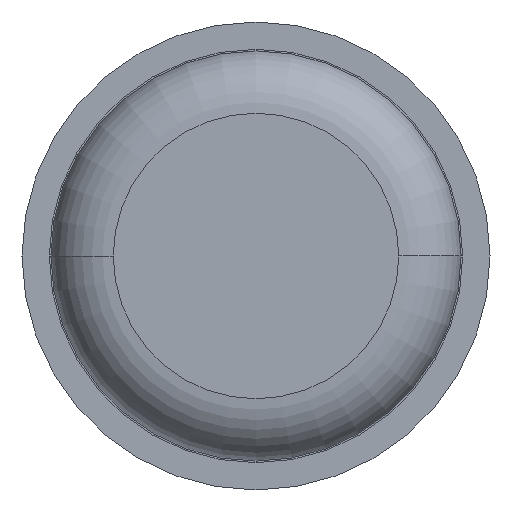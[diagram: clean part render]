
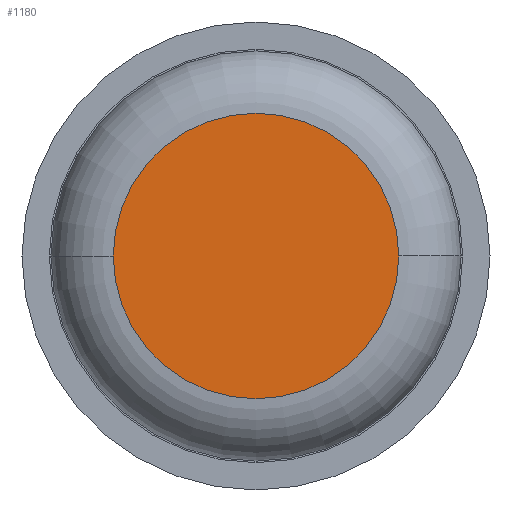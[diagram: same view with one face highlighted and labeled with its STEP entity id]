
A CAD part, front view. The second image highlights one B-rep face of the part: STEP entity #1180.
In plain terms, the highlighted planar face has unit normal (0, -1, 0).
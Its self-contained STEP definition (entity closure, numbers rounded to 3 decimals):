
#160 = CARTESIAN_POINT ( 'NONE',  ( 0., 0., 0. ) ) ;
#218 = DIRECTION ( 'NONE',  ( 0., 1., 0. ) ) ;
#702 = EDGE_LOOP ( 'NONE', ( #2194, #1202 ) ) ;
#1050 = EDGE_CURVE ( 'Defeature ausgef�hrt1_6+Defeature ausgef�hrt1_7+Defeature ausgef�hrt1_7+Defeature ausgef�hrt1_7', #1754, #2448, #1211, .T. ) ;
#1107 = DIRECTION ( 'NONE',  ( 0., -1., 0. ) ) ;
#1180 = ADVANCED_FACE ( 'Defeature ausgef�hrt1_6', ( #2327 ), #3985, .F. ) ;
#1202 = ORIENTED_EDGE ( 'NONE', *, *, #3316, .T. ) ;
#1211 = CIRCLE ( 'NONE', #2687, 0.915 ) ;
#1754 = VERTEX_POINT ( 'NONE', #2274 ) ;
#2124 = DIRECTION ( 'NONE',  ( -1., 0., 0. ) ) ;
#2138 = CARTESIAN_POINT ( 'NONE',  ( 0., 0., 0. ) ) ;
#2194 = ORIENTED_EDGE ( 'NONE', *, *, #1050, .T. ) ;
#2274 = CARTESIAN_POINT ( 'NONE',  ( -0.915, 0., 0. ) ) ;
#2327 = FACE_OUTER_BOUND ( 'NONE', #702, .T. ) ;
#2384 = DIRECTION ( 'NONE',  ( -1., 0., 0. ) ) ;
#2448 = VERTEX_POINT ( 'NONE', #3521 ) ;
#2660 = AXIS2_PLACEMENT_3D ( 'NONE', #2138, #218, #3411 ) ;
#2687 = AXIS2_PLACEMENT_3D ( 'NONE', #160, #1107, #2124 ) ;
#3262 = DIRECTION ( 'NONE',  ( 0., -1., 0. ) ) ;
#3287 = CARTESIAN_POINT ( 'NONE',  ( 0., 0., 0. ) ) ;
#3316 = EDGE_CURVE ( 'Defeature ausgef�hrt1_6+Defeature ausgef�hrt1_7+Defeature ausgef�hrt1_7+Defeature ausgef�hrt1_7', #2448, #1754, #3447, .T. ) ;
#3411 = DIRECTION ( 'NONE',  ( -1., 0., 0. ) ) ;
#3447 = CIRCLE ( 'NONE', #3992, 0.915 ) ;
#3521 = CARTESIAN_POINT ( 'NONE',  ( 0.915, 0., 0. ) ) ;
#3985 = PLANE ( 'NONE',  #2660 ) ;
#3992 = AXIS2_PLACEMENT_3D ( 'NONE', #3287, #3262, #2384 ) ;
